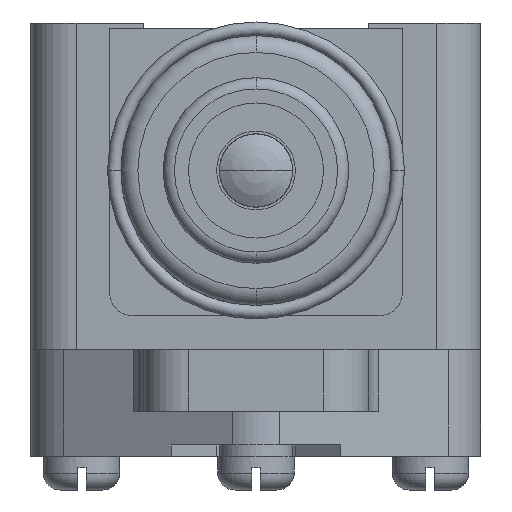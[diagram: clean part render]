
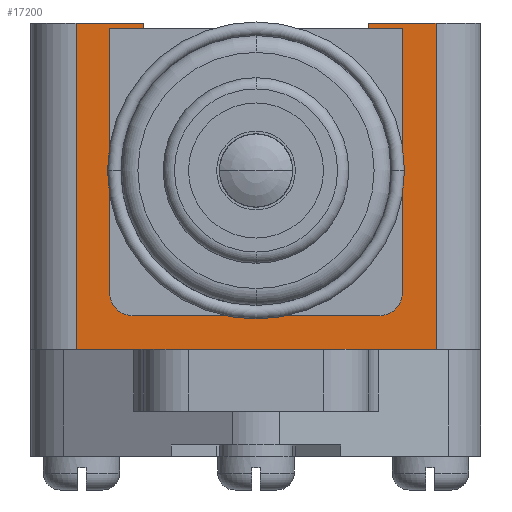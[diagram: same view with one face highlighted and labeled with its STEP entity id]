
A CAD part, front view. The second image highlights one B-rep face of the part: STEP entity #17200.
In plain terms, the highlighted face is planar.
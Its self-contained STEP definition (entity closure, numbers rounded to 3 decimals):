
#12903=DIRECTION('',(1.,0.,0.));
#12904=VECTOR('',#12903,3.);
#12905=CARTESIAN_POINT('',(10.,0.,-34.));
#12906=LINE('',#12905,#12904);
#12911=DIRECTION('',(1.,0.,0.));
#12912=VECTOR('',#12911,3.);
#12913=CARTESIAN_POINT('',(-13.,0.,-34.));
#12914=LINE('',#12913,#12912);
#13067=DIRECTION('',(1.,0.,0.));
#13068=VECTOR('',#13067,6.);
#13069=CARTESIAN_POINT('',(10.,-0.5,-34.));
#13070=LINE('',#13069,#13068);
#13097=DIRECTION('',(1.,0.,0.));
#13098=VECTOR('',#13097,6.);
#13099=CARTESIAN_POINT('',(-16.,-0.5,-34.));
#13100=LINE('',#13099,#13098);
#13286=DIRECTION('',(0.,-1.,0.));
#13287=VECTOR('',#13286,29.);
#13288=CARTESIAN_POINT('',(16.,28.5,-34.));
#13289=LINE('',#13288,#13287);
#13295=DIRECTION('',(0.,1.,0.));
#13296=VECTOR('',#13295,23.5);
#13297=CARTESIAN_POINT('',(-13.,0.,-34.));
#13298=LINE('',#13297,#13296);
#13299=CARTESIAN_POINT('',(-11.,23.5,-34.));
#13300=DIRECTION('',(0.,0.,-1.));
#13301=DIRECTION('',(-1.,0.,0.));
#13302=AXIS2_PLACEMENT_3D('',#13299,#13300,#13301);
#13304=DIRECTION('',(1.,0.,0.));
#13305=VECTOR('',#13304,22.);
#13306=CARTESIAN_POINT('',(-11.,25.5,-34.));
#13307=LINE('',#13306,#13305);
#13308=CARTESIAN_POINT('',(11.,23.5,-34.));
#13309=DIRECTION('',(0.,0.,-1.));
#13310=DIRECTION('',(0.,1.,0.));
#13311=AXIS2_PLACEMENT_3D('',#13308,#13309,#13310);
#13313=DIRECTION('',(0.,1.,0.));
#13314=VECTOR('',#13313,23.5);
#13315=CARTESIAN_POINT('',(13.,0.,-34.));
#13316=LINE('',#13315,#13314);
#13317=DIRECTION('',(0.,-1.,0.));
#13318=VECTOR('',#13317,0.5);
#13319=CARTESIAN_POINT('',(10.,0.,-34.));
#13320=LINE('',#13319,#13318);
#13321=DIRECTION('',(-1.,0.,0.));
#13322=VECTOR('',#13321,32.);
#13323=CARTESIAN_POINT('',(16.,28.5,-34.));
#13324=LINE('',#13323,#13322);
#13329=DIRECTION('',(0.,1.,0.));
#13330=VECTOR('',#13329,29.);
#13331=CARTESIAN_POINT('',(-16.,-0.5,-34.));
#13332=LINE('',#13331,#13330);
#13338=DIRECTION('',(0.,-1.,0.));
#13339=VECTOR('',#13338,0.5);
#13340=CARTESIAN_POINT('',(-10.,0.,-34.));
#13341=LINE('',#13340,#13339);
#14519=CARTESIAN_POINT('',(16.,28.5,-34.));
#14520=CARTESIAN_POINT('',(-16.,28.5,-34.));
#14521=VERTEX_POINT('',#14519);
#14522=VERTEX_POINT('',#14520);
#14751=CARTESIAN_POINT('',(11.,25.5,-34.));
#14752=CARTESIAN_POINT('',(13.,23.5,-34.));
#14753=VERTEX_POINT('',#14751);
#14754=VERTEX_POINT('',#14752);
#14755=CARTESIAN_POINT('',(-13.,23.5,-34.));
#14756=CARTESIAN_POINT('',(-11.,25.5,-34.));
#14757=VERTEX_POINT('',#14755);
#14758=VERTEX_POINT('',#14756);
#15001=CARTESIAN_POINT('',(10.,-0.5,-34.));
#15002=VERTEX_POINT('',#15001);
#15003=CARTESIAN_POINT('',(16.,-0.5,-34.));
#15004=VERTEX_POINT('',#15003);
#15011=CARTESIAN_POINT('',(-16.,-0.5,-34.));
#15012=VERTEX_POINT('',#15011);
#15013=CARTESIAN_POINT('',(-10.,-0.5,-34.));
#15014=VERTEX_POINT('',#15013);
#15057=CARTESIAN_POINT('',(10.,0.,-34.));
#15058=VERTEX_POINT('',#15057);
#15059=CARTESIAN_POINT('',(13.,0.,-34.));
#15060=VERTEX_POINT('',#15059);
#15061=CARTESIAN_POINT('',(-13.,0.,-34.));
#15062=CARTESIAN_POINT('',(-10.,0.,-34.));
#15063=VERTEX_POINT('',#15061);
#15064=VERTEX_POINT('',#15062);
#17171=CARTESIAN_POINT('',(16.,0.,-34.));
#17172=DIRECTION('',(0.,0.,-1.));
#17173=DIRECTION('',(-1.,0.,0.));
#17174=AXIS2_PLACEMENT_3D('',#17171,#17172,#17173);
#17175=PLANE('',#17174);
#17177=ORIENTED_EDGE('',*,*,#17176,.F.);
#17178=ORIENTED_EDGE('',*,*,#16879,.T.);
#17180=ORIENTED_EDGE('',*,*,#17179,.F.);
#17181=ORIENTED_EDGE('',*,*,#16730,.F.);
#17183=ORIENTED_EDGE('',*,*,#17182,.T.);
#17185=ORIENTED_EDGE('',*,*,#17184,.T.);
#17187=ORIENTED_EDGE('',*,*,#17186,.T.);
#17189=ORIENTED_EDGE('',*,*,#17188,.T.);
#17191=ORIENTED_EDGE('',*,*,#17190,.F.);
#17192=ORIENTED_EDGE('',*,*,#16722,.F.);
#17194=ORIENTED_EDGE('',*,*,#17193,.T.);
#17195=ORIENTED_EDGE('',*,*,#16852,.T.);
#17196=ORIENTED_EDGE('',*,*,#17163,.F.);
#17197=ORIENTED_EDGE('',*,*,#16416,.T.);
#17198=EDGE_LOOP('',(#17177,#17178,#17180,#17181,#17183,#17185,#17187,#17189,
#17191,#17192,#17194,#17195,#17196,#17197));
#17199=FACE_OUTER_BOUND('',#17198,.F.);
#13303=CIRCLE('',#13302,2.);
#13312=CIRCLE('',#13311,2.);
#16416=EDGE_CURVE('',#14521,#14522,#13324,.T.);
#16722=EDGE_CURVE('',#15058,#15060,#12906,.T.);
#16730=EDGE_CURVE('',#15063,#15064,#12914,.T.);
#16852=EDGE_CURVE('',#15002,#15004,#13070,.T.);
#16879=EDGE_CURVE('',#15012,#15014,#13100,.T.);
#17163=EDGE_CURVE('',#14521,#15004,#13289,.T.);
#17176=EDGE_CURVE('',#15012,#14522,#13332,.T.);
#17179=EDGE_CURVE('',#15064,#15014,#13341,.T.);
#17182=EDGE_CURVE('',#15063,#14757,#13298,.T.);
#17184=EDGE_CURVE('',#14757,#14758,#13303,.T.);
#17186=EDGE_CURVE('',#14758,#14753,#13307,.T.);
#17188=EDGE_CURVE('',#14753,#14754,#13312,.T.);
#17190=EDGE_CURVE('',#15060,#14754,#13316,.T.);
#17193=EDGE_CURVE('',#15058,#15002,#13320,.T.);
#17200=ADVANCED_FACE('',(#17199),#17175,.T.);
